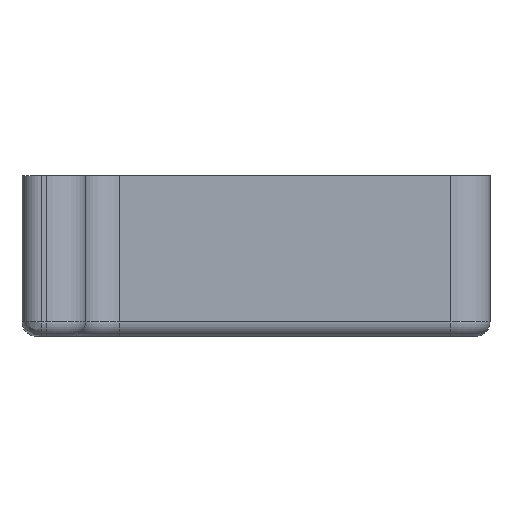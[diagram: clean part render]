
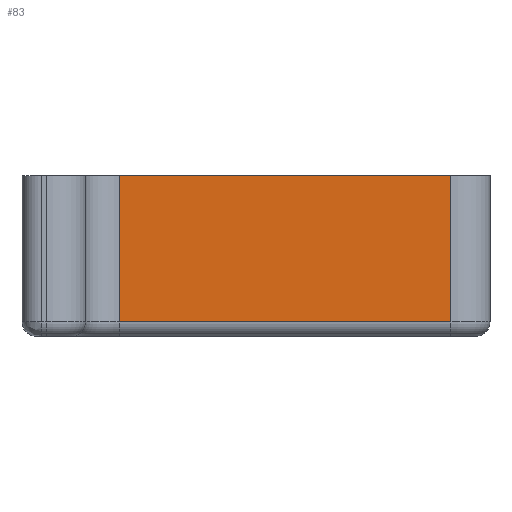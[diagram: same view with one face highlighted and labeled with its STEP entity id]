
A CAD part, left-side view. The second image highlights one B-rep face of the part: STEP entity #83.
In plain terms, the highlighted planar face has unit normal (-1, 0, 0).
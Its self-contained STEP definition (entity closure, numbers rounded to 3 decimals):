
#83 = ADVANCED_FACE( '', ( #131 ), #132, .T. );
#131 = FACE_OUTER_BOUND( '', #225, .T. );
#132 = PLANE( '', #226 );
#225 = EDGE_LOOP( '', ( #379, #380, #381, #382 ) );
#226 = AXIS2_PLACEMENT_3D( '', #383, #384, #385 );
#379 = ORIENTED_EDGE( '', *, *, #652, .F. );
#380 = ORIENTED_EDGE( '', *, *, #653, .F. );
#381 = ORIENTED_EDGE( '', *, *, #654, .F. );
#382 = ORIENTED_EDGE( '', *, *, #655, .F. );
#383 = CARTESIAN_POINT( '', ( -10., -7., -30. ) );
#384 = DIRECTION( '', ( -1., 0., 0. ) );
#385 = DIRECTION( '', ( 0., -1., 0. ) );
#652 = EDGE_CURVE( '', #777, #778, #779, .T. );
#653 = EDGE_CURVE( '', #780, #777, #781, .T. );
#654 = EDGE_CURVE( '', #782, #780, #783, .T. );
#655 = EDGE_CURVE( '', #778, #782, #784, .T. );
#777 = VERTEX_POINT( '', #951 );
#778 = VERTEX_POINT( '', #952 );
#779 = LINE( '', #953, #954 );
#780 = VERTEX_POINT( '', #955 );
#781 = LINE( '', #956, #957 );
#782 = VERTEX_POINT( '', #958 );
#783 = LINE( '', #959, #960 );
#784 = LINE( '', #961, #962 );
#951 = CARTESIAN_POINT( '', ( -10., -85., -30. ) );
#952 = CARTESIAN_POINT( '', ( -10., -17., -30. ) );
#953 = CARTESIAN_POINT( '', ( -10., -26., -30. ) );
#954 = VECTOR( '', #1146, 1000. );
#955 = CARTESIAN_POINT( '', ( -10., -85., 0. ) );
#956 = CARTESIAN_POINT( '', ( -10., -85., -30. ) );
#957 = VECTOR( '', #1147, 1000. );
#958 = CARTESIAN_POINT( '', ( -10., -17., 0. ) );
#959 = CARTESIAN_POINT( '', ( -10., -26., 0. ) );
#960 = VECTOR( '', #1148, 1000. );
#961 = CARTESIAN_POINT( '', ( -10., -17., -30. ) );
#962 = VECTOR( '', #1149, 1000. );
#1146 = DIRECTION( '', ( 0., 1., 0. ) );
#1147 = DIRECTION( '', ( 0., 0., -1. ) );
#1148 = DIRECTION( '', ( 0., -1., 0. ) );
#1149 = DIRECTION( '', ( 0., 0., 1. ) );
